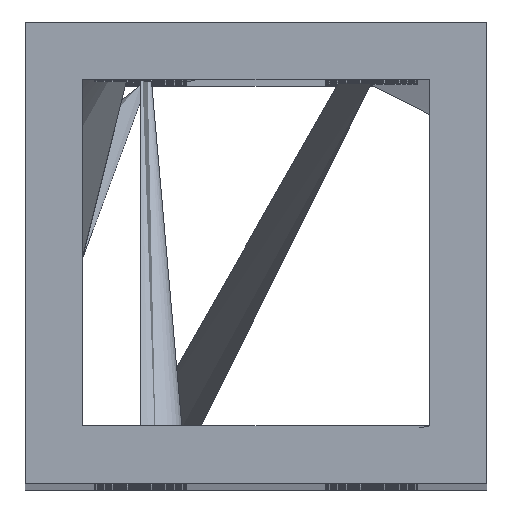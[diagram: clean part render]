
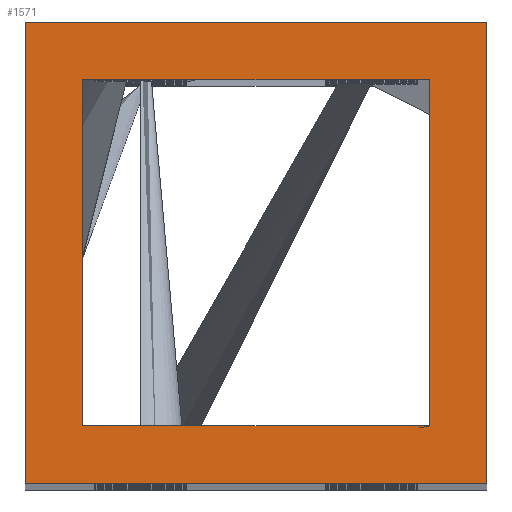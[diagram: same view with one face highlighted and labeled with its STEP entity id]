
A CAD part, top view. The second image highlights one B-rep face of the part: STEP entity #1571.
In plain terms, the highlighted planar face has unit normal (0, 0, 1).
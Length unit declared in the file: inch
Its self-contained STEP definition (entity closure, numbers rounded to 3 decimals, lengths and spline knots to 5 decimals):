
#101 = ORIENTED_EDGE ( 'NONE', *, *, #6136, .T. ) ;
#247 = VERTEX_POINT ( 'NONE', #6678 ) ;
#265 = EDGE_CURVE ( 'NONE', #6844, #3730, #1263, .T. ) ;
#280 = CARTESIAN_POINT ( 'NONE',  ( 0.875, 0.875, 8. ) ) ;
#427 = CARTESIAN_POINT ( 'NONE',  ( 0.875, 0.125, 8. ) ) ;
#473 = LINE ( 'NONE', #5747, #1305 ) ;
#582 = CARTESIAN_POINT ( 'NONE',  ( 0.875, 0.875, 8. ) ) ;
#629 = VECTOR ( 'NONE', #3326, 39.37008 ) ;
#665 = ORIENTED_EDGE ( 'NONE', *, *, #1167, .F. ) ;
#760 = CARTESIAN_POINT ( 'NONE',  ( 1., 0., 8. ) ) ;
#941 = VECTOR ( 'NONE', #6329, 39.37008 ) ;
#977 = CARTESIAN_POINT ( 'NONE',  ( 0.125, 0.125, 8. ) ) ;
#1040 = FACE_BOUND ( 'NONE', #1085, .T. ) ;
#1080 = PLANE ( 'NONE',  #3586 ) ;
#1085 = EDGE_LOOP ( 'NONE', ( #2860, #3262, #5545, #665 ) ) ;
#1167 = EDGE_CURVE ( 'NONE', #3730, #7410, #2740, .T. ) ;
#1263 = LINE ( 'NONE', #1834, #1721 ) ;
#1305 = VECTOR ( 'NONE', #3862, 39.37008 ) ;
#1427 = EDGE_LOOP ( 'NONE', ( #6585, #101, #7032, #5138 ) ) ;
#1569 = CARTESIAN_POINT ( 'NONE',  ( 1., 0., 8. ) ) ;
#1571 = ADVANCED_FACE ( 'NONE', ( #3359, #1040 ), #1080, .F. ) ;
#1603 = CARTESIAN_POINT ( 'NONE',  ( 0., 0., 8. ) ) ;
#1721 = VECTOR ( 'NONE', #1911, 39.37008 ) ;
#1751 = VECTOR ( 'NONE', #2846, 39.37008 ) ;
#1829 = CARTESIAN_POINT ( 'NONE',  ( 0., 0., 8. ) ) ;
#1834 = CARTESIAN_POINT ( 'NONE',  ( 0.125, 0.875, 8. ) ) ;
#1911 = DIRECTION ( 'NONE',  ( 0., -1., 0. ) ) ;
#1948 = EDGE_CURVE ( 'NONE', #6332, #4304, #5007, .T. ) ;
#2307 = LINE ( 'NONE', #5290, #1751 ) ;
#2606 = LINE ( 'NONE', #1603, #941 ) ;
#2740 = LINE ( 'NONE', #977, #629 ) ;
#2776 = CARTESIAN_POINT ( 'NONE',  ( 0., 0., 8. ) ) ;
#2846 = DIRECTION ( 'NONE',  ( -1., 0., 0. ) ) ;
#2860 = ORIENTED_EDGE ( 'NONE', *, *, #265, .F. ) ;
#3153 = VERTEX_POINT ( 'NONE', #280 ) ;
#3262 = ORIENTED_EDGE ( 'NONE', *, *, #5684, .F. ) ;
#3326 = DIRECTION ( 'NONE',  ( 1., 0., 0. ) ) ;
#3346 = EDGE_CURVE ( 'NONE', #7410, #3153, #5862, .T. ) ;
#3359 = FACE_OUTER_BOUND ( 'NONE', #1427, .T. ) ;
#3586 = AXIS2_PLACEMENT_3D ( 'NONE', #5096, #4550, #5754 ) ;
#3642 = CARTESIAN_POINT ( 'NONE',  ( 1., 1., 8. ) ) ;
#3730 = VERTEX_POINT ( 'NONE', #6401 ) ;
#3793 = CARTESIAN_POINT ( 'NONE',  ( 0.125, 0.875, 8. ) ) ;
#3862 = DIRECTION ( 'NONE',  ( -1., 0., 0. ) ) ;
#3887 = VECTOR ( 'NONE', #5623, 39.37008 ) ;
#3945 = LINE ( 'NONE', #2776, #4056 ) ;
#4056 = VECTOR ( 'NONE', #7495, 39.37008 ) ;
#4304 = VERTEX_POINT ( 'NONE', #3642 ) ;
#4550 = DIRECTION ( 'NONE',  ( 0., 0., -1. ) ) ;
#4637 = EDGE_CURVE ( 'NONE', #4304, #247, #2307, .T. ) ;
#4652 = DIRECTION ( 'NONE',  ( 0., 1., 0. ) ) ;
#5007 = LINE ( 'NONE', #1569, #3887 ) ;
#5096 = CARTESIAN_POINT ( 'NONE',  ( 0., 0., 8. ) ) ;
#5138 = ORIENTED_EDGE ( 'NONE', *, *, #4637, .T. ) ;
#5290 = CARTESIAN_POINT ( 'NONE',  ( 0., 1., 8. ) ) ;
#5353 = VECTOR ( 'NONE', #4652, 39.37008 ) ;
#5545 = ORIENTED_EDGE ( 'NONE', *, *, #3346, .F. ) ;
#5623 = DIRECTION ( 'NONE',  ( 0., 1., 0. ) ) ;
#5684 = EDGE_CURVE ( 'NONE', #3153, #6844, #473, .T. ) ;
#5747 = CARTESIAN_POINT ( 'NONE',  ( 0.125, 0.875, 8. ) ) ;
#5754 = DIRECTION ( 'NONE',  ( -1., 0., 0. ) ) ;
#5862 = LINE ( 'NONE', #582, #5353 ) ;
#5955 = VERTEX_POINT ( 'NONE', #1829 ) ;
#6136 = EDGE_CURVE ( 'NONE', #5955, #6332, #2606, .T. ) ;
#6329 = DIRECTION ( 'NONE',  ( 1., 0., 0. ) ) ;
#6332 = VERTEX_POINT ( 'NONE', #760 ) ;
#6401 = CARTESIAN_POINT ( 'NONE',  ( 0.125, 0.125, 8. ) ) ;
#6543 = EDGE_CURVE ( 'NONE', #247, #5955, #3945, .T. ) ;
#6585 = ORIENTED_EDGE ( 'NONE', *, *, #6543, .T. ) ;
#6678 = CARTESIAN_POINT ( 'NONE',  ( 0., 1., 8. ) ) ;
#6844 = VERTEX_POINT ( 'NONE', #3793 ) ;
#7032 = ORIENTED_EDGE ( 'NONE', *, *, #1948, .T. ) ;
#7410 = VERTEX_POINT ( 'NONE', #427 ) ;
#7495 = DIRECTION ( 'NONE',  ( 0., -1., 0. ) ) ;
